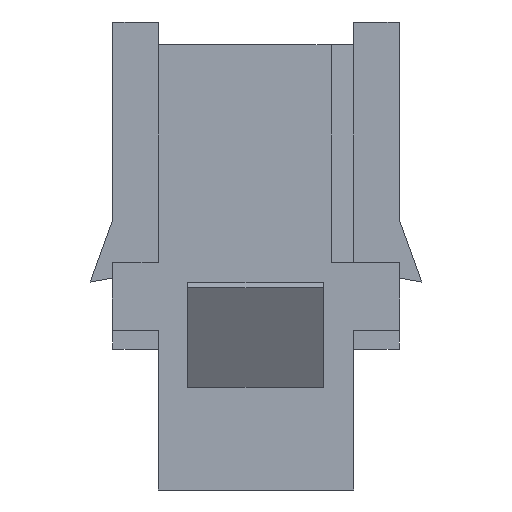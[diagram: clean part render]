
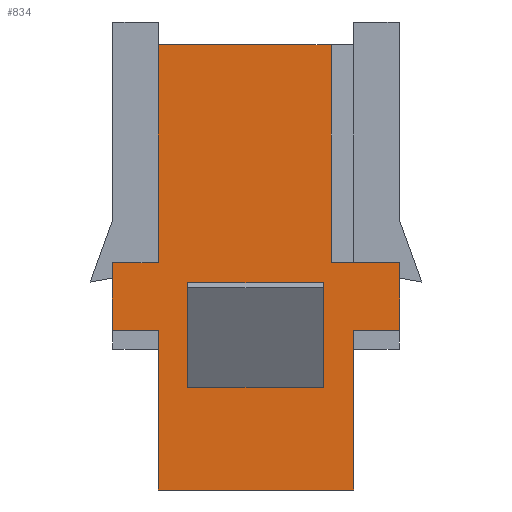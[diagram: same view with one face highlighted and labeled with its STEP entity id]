
A CAD part, left-side view. The second image highlights one B-rep face of the part: STEP entity #834.
In plain terms, the highlighted planar face has unit normal (-1, 0, 0).
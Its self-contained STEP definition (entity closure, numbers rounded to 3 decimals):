
#2=DIRECTION('',(0.,-1.,0.));
#3=VECTOR('',#2,10.973);
#4=CARTESIAN_POINT('',(-8.039,5.487,-12.51));
#5=LINE('',#4,#3);
#18=DIRECTION('',(0.,0.,-1.));
#19=VECTOR('',#18,3.175);
#20=CARTESIAN_POINT('',(-8.039,-3.785,-3.569));
#21=LINE('',#20,#19);
#22=DIRECTION('',(0.,-1.,0.));
#23=VECTOR('',#22,7.62);
#24=CARTESIAN_POINT('',(-8.039,3.836,-3.569));
#25=LINE('',#24,#23);
#26=DIRECTION('',(0.,0.,-1.));
#27=VECTOR('',#26,3.175);
#28=CARTESIAN_POINT('',(-8.039,3.836,-3.569));
#29=LINE('',#28,#27);
#30=DIRECTION('',(0.,-1.,0.));
#31=VECTOR('',#30,7.62);
#32=CARTESIAN_POINT('',(-8.039,3.836,-6.744));
#33=LINE('',#32,#31);
#34=DIRECTION('',(0.,0.,-1.));
#35=VECTOR('',#34,12.243);
#36=CARTESIAN_POINT('',(-8.039,-4.217,12.51));
#37=LINE('',#36,#35);
#38=DIRECTION('',(0.,1.,0.));
#39=VECTOR('',#38,2.578);
#40=CARTESIAN_POINT('',(-8.039,-8.065,-3.543));
#41=LINE('',#40,#39);
#42=DIRECTION('',(0.,0.,1.));
#43=VECTOR('',#42,8.966);
#44=CARTESIAN_POINT('',(-8.039,5.487,-12.51));
#45=LINE('',#44,#43);
#46=DIRECTION('',(0.,1.,0.));
#47=VECTOR('',#46,2.578);
#48=CARTESIAN_POINT('',(-8.039,5.487,-3.543));
#49=LINE('',#48,#47);
#50=DIRECTION('',(0.,0.,1.));
#51=VECTOR('',#50,12.243);
#52=CARTESIAN_POINT('',(-8.039,5.487,0.267));
#53=LINE('',#52,#51);
#182=DIRECTION('',(0.,-1.,0.));
#183=VECTOR('',#182,9.703);
#184=CARTESIAN_POINT('',(-8.039,5.487,12.51));
#185=LINE('',#184,#183);
#214=DIRECTION('',(0.,0.,1.));
#215=VECTOR('',#214,8.966);
#216=CARTESIAN_POINT('',(-8.039,-5.487,-12.51));
#217=LINE('',#216,#215);
#402=DIRECTION('',(0.,0.,1.));
#403=VECTOR('',#402,3.81);
#404=CARTESIAN_POINT('',(-8.039,8.065,-3.543));
#405=LINE('',#404,#403);
#426=DIRECTION('',(0.,1.,0.));
#427=VECTOR('',#426,2.578);
#428=CARTESIAN_POINT('',(-8.039,5.487,0.267));
#429=LINE('',#428,#427);
#434=DIRECTION('',(0.,1.,0.));
#435=VECTOR('',#434,3.848);
#436=CARTESIAN_POINT('',(-8.039,-8.065,0.267));
#437=LINE('',#436,#435);
#558=DIRECTION('',(0.,0.,1.));
#559=VECTOR('',#558,3.81);
#560=CARTESIAN_POINT('',(-8.039,-8.065,-3.543));
#561=LINE('',#560,#559);
#586=CARTESIAN_POINT('',(-8.039,5.487,-12.51));
#587=CARTESIAN_POINT('',(-8.039,-5.487,-12.51));
#588=VERTEX_POINT('',#586);
#589=VERTEX_POINT('',#587);
#598=CARTESIAN_POINT('',(-8.039,-8.065,-3.543));
#599=VERTEX_POINT('',#598);
#604=CARTESIAN_POINT('',(-8.039,8.065,-3.543));
#605=VERTEX_POINT('',#604);
#614=CARTESIAN_POINT('',(-8.039,-8.065,0.267));
#615=VERTEX_POINT('',#614);
#616=CARTESIAN_POINT('',(-8.039,8.065,0.267));
#617=VERTEX_POINT('',#616);
#618=CARTESIAN_POINT('',(-8.039,5.487,-3.543));
#619=VERTEX_POINT('',#618);
#620=CARTESIAN_POINT('',(-8.039,5.487,0.267));
#621=CARTESIAN_POINT('',(-8.039,5.487,12.51));
#622=VERTEX_POINT('',#620);
#623=VERTEX_POINT('',#621);
#624=CARTESIAN_POINT('',(-8.039,-5.487,-3.543));
#625=VERTEX_POINT('',#624);
#710=CARTESIAN_POINT('',(-8.039,-3.785,-3.569));
#711=CARTESIAN_POINT('',(-8.039,-3.785,-6.744));
#712=VERTEX_POINT('',#710);
#713=VERTEX_POINT('',#711);
#714=CARTESIAN_POINT('',(-8.039,3.836,-6.744));
#715=VERTEX_POINT('',#714);
#716=CARTESIAN_POINT('',(-8.039,3.836,-3.569));
#717=VERTEX_POINT('',#716);
#770=CARTESIAN_POINT('',(-8.039,-4.217,12.51));
#772=VERTEX_POINT('',#770);
#776=CARTESIAN_POINT('',(-8.039,-4.217,0.267));
#777=VERTEX_POINT('',#776);
#794=CARTESIAN_POINT('',(-8.039,5.487,-12.51));
#795=DIRECTION('',(-1.,0.,0.));
#796=DIRECTION('',(0.,-1.,0.));
#797=AXIS2_PLACEMENT_3D('',#794,#795,#796);
#798=PLANE('',#797);
#800=ORIENTED_EDGE('',*,*,#799,.T.);
#802=ORIENTED_EDGE('',*,*,#801,.F.);
#804=ORIENTED_EDGE('',*,*,#803,.F.);
#806=ORIENTED_EDGE('',*,*,#805,.T.);
#808=ORIENTED_EDGE('',*,*,#807,.F.);
#809=ORIENTED_EDGE('',*,*,#783,.F.);
#811=ORIENTED_EDGE('',*,*,#810,.T.);
#813=ORIENTED_EDGE('',*,*,#812,.T.);
#815=ORIENTED_EDGE('',*,*,#814,.T.);
#817=ORIENTED_EDGE('',*,*,#816,.F.);
#819=ORIENTED_EDGE('',*,*,#818,.T.);
#821=ORIENTED_EDGE('',*,*,#820,.T.);
#822=EDGE_LOOP('',(#800,#802,#804,#806,#808,#809,#811,#813,#815,#817,#819,
#821));
#823=FACE_OUTER_BOUND('',#822,.F.);
#825=ORIENTED_EDGE('',*,*,#824,.F.);
#827=ORIENTED_EDGE('',*,*,#826,.F.);
#829=ORIENTED_EDGE('',*,*,#828,.T.);
#831=ORIENTED_EDGE('',*,*,#830,.T.);
#832=EDGE_LOOP('',(#825,#827,#829,#831));
#833=FACE_BOUND('',#832,.F.);
#834=ADVANCED_FACE('',(#823,#833),#798,.T.);
#783=EDGE_CURVE('',#588,#589,#5,.T.);
#799=EDGE_CURVE('',#772,#777,#37,.T.);
#801=EDGE_CURVE('',#615,#777,#437,.T.);
#803=EDGE_CURVE('',#599,#615,#561,.T.);
#805=EDGE_CURVE('',#599,#625,#41,.T.);
#807=EDGE_CURVE('',#589,#625,#217,.T.);
#810=EDGE_CURVE('',#588,#619,#45,.T.);
#812=EDGE_CURVE('',#619,#605,#49,.T.);
#814=EDGE_CURVE('',#605,#617,#405,.T.);
#816=EDGE_CURVE('',#622,#617,#429,.T.);
#818=EDGE_CURVE('',#622,#623,#53,.T.);
#820=EDGE_CURVE('',#623,#772,#185,.T.);
#824=EDGE_CURVE('',#712,#713,#21,.T.);
#826=EDGE_CURVE('',#717,#712,#25,.T.);
#828=EDGE_CURVE('',#717,#715,#29,.T.);
#830=EDGE_CURVE('',#715,#713,#33,.T.);
